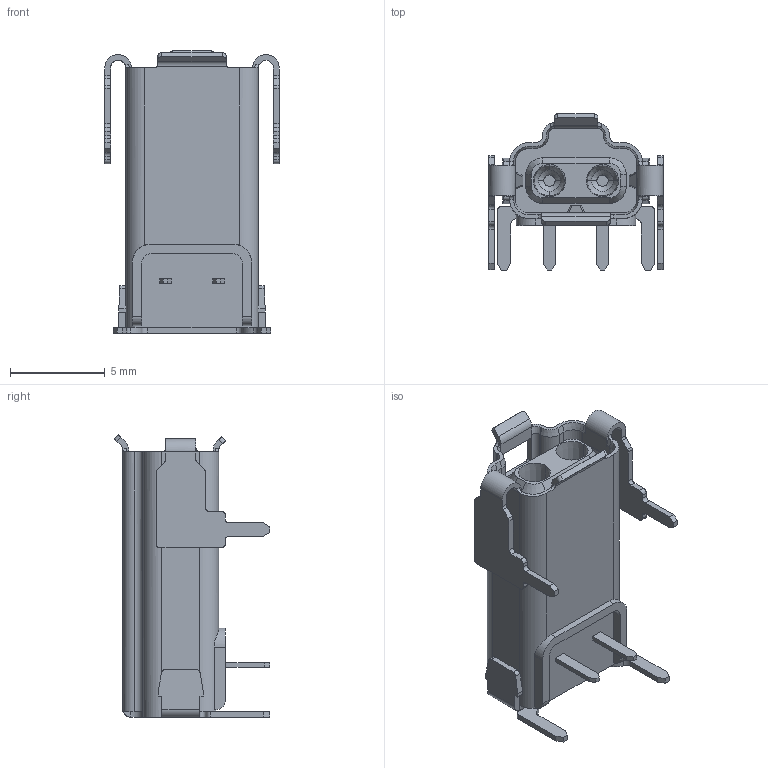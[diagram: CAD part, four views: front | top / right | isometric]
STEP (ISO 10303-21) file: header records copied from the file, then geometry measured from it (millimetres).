
FILE_DESCRIPTION (( 'STEP AP214' ), '1' );
FILE_NAME ('AMP_MSPE-J2L0-B01-REVT3.STEP', '2023-03-18T19:11:43', ( '' ), ( '' ), 'SwSTEP 2.0', 'SolidWorks 2023', '' );
FILE_SCHEMA (( 'AUTOMOTIVE_DESIGN' ));
Length unit declared in the file: millimetre
Products named in the file (1): AMP_MSPE-J2L0-B01-REVT3
Bounding box: 9.2 x 8.22 x 14.9 mm (x, y, z)
Volume: 356.7 mm3; surface area: 728 mm2
Topology: 1 solids, 1 shells, 471 faces, 1248 edges, 795 vertices
Faces by surface type: plane 257, cylinder 131, bspline 51, cone 26, torus 6
Entity records: 21506 total; most frequent: CARTESIAN_POINT 5362, ORIENTED_EDGE 2496, DIRECTION 1904, EDGE_CURVE 1248, VECTOR 824, LINE 824, VERTEX_POINT 795, AXIS2_PLACEMENT_3D 540
